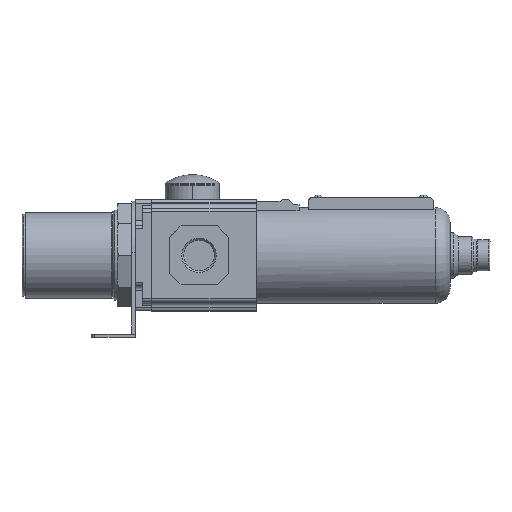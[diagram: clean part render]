
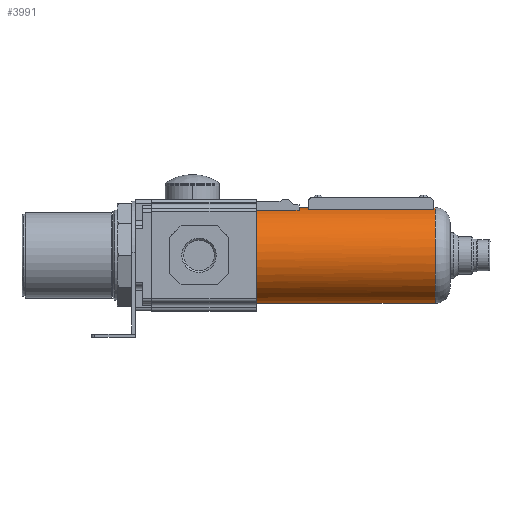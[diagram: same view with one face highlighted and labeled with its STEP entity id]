
A CAD part, left-side view. The second image highlights one B-rep face of the part: STEP entity #3991.
In plain terms, the highlighted cylindrical face has radius 29.2 mm (diameter 58.4 mm), a partial arc.
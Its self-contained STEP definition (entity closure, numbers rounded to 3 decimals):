
#45 = ORIENTED_EDGE ( 'NONE', *, *, #53, .F. ) ;
#53 = EDGE_CURVE ( 'NONE', #2503, #6938, #4070, .T. ) ;
#265 = CARTESIAN_POINT ( 'NONE',  ( 0., -144.1, 29.2 ) ) ;
#281 = CARTESIAN_POINT ( 'NONE',  ( -9.75, -177.5, 27.524 ) ) ;
#334 = VERTEX_POINT ( 'NONE', #3582 ) ;
#354 = EDGE_CURVE ( 'NONE', #1526, #493, #7173, .T. ) ;
#493 = VERTEX_POINT ( 'NONE', #3886 ) ;
#533 = ORIENTED_EDGE ( 'NONE', *, *, #4506, .T. ) ;
#622 = VERTEX_POINT ( 'NONE', #5838 ) ;
#666 = CIRCLE ( 'NONE', #5549, 29.2 ) ;
#701 = ORIENTED_EDGE ( 'NONE', *, *, #1615, .F. ) ;
#784 = ORIENTED_EDGE ( 'NONE', *, *, #354, .F. ) ;
#939 = VECTOR ( 'NONE', #6251, 1000. ) ;
#1047 = DIRECTION ( 'NONE',  ( 0., 0., 1. ) ) ;
#1087 = ORIENTED_EDGE ( 'NONE', *, *, #1895, .F. ) ;
#1177 = VECTOR ( 'NONE', #4456, 1000. ) ;
#1196 = EDGE_CURVE ( 'NONE', #2820, #2503, #3364, .T. ) ;
#1228 = ORIENTED_EDGE ( 'NONE', *, *, #2447, .F. ) ;
#1526 = VERTEX_POINT ( 'NONE', #4378 ) ;
#1550 = CARTESIAN_POINT ( 'NONE',  ( 0., -144.1, -29.2 ) ) ;
#1603 = DIRECTION ( 'NONE',  ( 0., 1., 0. ) ) ;
#1615 = EDGE_CURVE ( 'NONE', #493, #2476, #2881, .T. ) ;
#1633 = CYLINDRICAL_SURFACE ( 'NONE', #4306, 29.2 ) ;
#1636 = DIRECTION ( 'NONE',  ( 0., 1., 0. ) ) ;
#1702 = AXIS2_PLACEMENT_3D ( 'NONE', #5739, #3491, #3381 ) ;
#1751 = CARTESIAN_POINT ( 'NONE',  ( -9., -143., 27.778 ) ) ;
#1778 = ORIENTED_EDGE ( 'NONE', *, *, #3490, .T. ) ;
#1826 = DIRECTION ( 'NONE',  ( 0., -1., 0. ) ) ;
#1845 = CIRCLE ( 'NONE', #5342, 29.2 ) ;
#1895 = EDGE_CURVE ( 'NONE', #5010, #2820, #666, .T. ) ;
#2447 = EDGE_CURVE ( 'NONE', #4935, #334, #6659, .T. ) ;
#2450 = EDGE_CURVE ( 'NONE', #6938, #4935, #5633, .T. ) ;
#2476 = VERTEX_POINT ( 'NONE', #1751 ) ;
#2503 = VERTEX_POINT ( 'NONE', #6503 ) ;
#2540 = ORIENTED_EDGE ( 'NONE', *, *, #2450, .F. ) ;
#2820 = VERTEX_POINT ( 'NONE', #1550 ) ;
#2881 = LINE ( 'NONE', #5779, #5343 ) ;
#2910 = CARTESIAN_POINT ( 'NONE',  ( -9.75, -61., 27.524 ) ) ;
#3206 = DIRECTION ( 'NONE',  ( 0., 1., 0. ) ) ;
#3302 = AXIS2_PLACEMENT_3D ( 'NONE', #6941, #1603, #1047 ) ;
#3304 = CARTESIAN_POINT ( 'NONE',  ( 0., -177.5, 0. ) ) ;
#3364 = LINE ( 'NONE', #5757, #3970 ) ;
#3381 = DIRECTION ( 'NONE',  ( 0., 0., 1. ) ) ;
#3402 = DIRECTION ( 'NONE',  ( 0., 0., -1. ) ) ;
#3490 = EDGE_CURVE ( 'NONE', #5010, #622, #5466, .T. ) ;
#3491 = DIRECTION ( 'NONE',  ( 0., 1., 0. ) ) ;
#3582 = CARTESIAN_POINT ( 'NONE',  ( 0., -61., 29.2 ) ) ;
#3751 = ORIENTED_EDGE ( 'NONE', *, *, #6773, .F. ) ;
#3886 = CARTESIAN_POINT ( 'NONE',  ( -9., -66.5, 27.778 ) ) ;
#3970 = VECTOR ( 'NONE', #3206, 1000. ) ;
#3991 = ADVANCED_FACE ( 'NONE', ( #7550 ), #1633, .T. ) ;
#4070 = CIRCLE ( 'NONE', #1702, 29.2 ) ;
#4154 = ORIENTED_EDGE ( 'NONE', *, *, #1196, .F. ) ;
#4306 = AXIS2_PLACEMENT_3D ( 'NONE', #3304, #5698, #5149 ) ;
#4341 = DIRECTION ( 'NONE',  ( 0., 0., -1. ) ) ;
#4378 = CARTESIAN_POINT ( 'NONE',  ( 0., -66.5, 29.2 ) ) ;
#4456 = DIRECTION ( 'NONE',  ( 0., -1., 0. ) ) ;
#4506 = EDGE_CURVE ( 'NONE', #1526, #334, #5131, .T. ) ;
#4585 = DIRECTION ( 'NONE',  ( 0., -1., 0. ) ) ;
#4607 = CARTESIAN_POINT ( 'NONE',  ( 0., -144.1, 29.2 ) ) ;
#4935 = VERTEX_POINT ( 'NONE', #2910 ) ;
#5010 = VERTEX_POINT ( 'NONE', #265 ) ;
#5131 = LINE ( 'NONE', #7497, #5818 ) ;
#5149 = DIRECTION ( 'NONE',  ( 1., 0., 0. ) ) ;
#5166 = DIRECTION ( 'NONE',  ( 0., 1., 0. ) ) ;
#5342 = AXIS2_PLACEMENT_3D ( 'NONE', #7553, #1636, #6204 ) ;
#5343 = VECTOR ( 'NONE', #6466, 1000. ) ;
#5466 = LINE ( 'NONE', #4607, #939 ) ;
#5506 = EDGE_LOOP ( 'NONE', ( #1228, #2540, #45, #4154, #1087, #1778, #3751, #701, #784, #533 ) ) ;
#5549 = AXIS2_PLACEMENT_3D ( 'NONE', #6740, #4585, #3402 ) ;
#5633 = LINE ( 'NONE', #281, #1177 ) ;
#5698 = DIRECTION ( 'NONE',  ( 0., 1., 0. ) ) ;
#5739 = CARTESIAN_POINT ( 'NONE',  ( 0., -35., 0. ) ) ;
#5757 = CARTESIAN_POINT ( 'NONE',  ( 0., -144.1, -29.2 ) ) ;
#5779 = CARTESIAN_POINT ( 'NONE',  ( -9., -177.5, 27.778 ) ) ;
#5818 = VECTOR ( 'NONE', #5166, 1000. ) ;
#5838 = CARTESIAN_POINT ( 'NONE',  ( 0., -143., 29.2 ) ) ;
#6204 = DIRECTION ( 'NONE',  ( 0., 0., 1. ) ) ;
#6251 = DIRECTION ( 'NONE',  ( 0., 1., 0. ) ) ;
#6466 = DIRECTION ( 'NONE',  ( 0., -1., 0. ) ) ;
#6503 = CARTESIAN_POINT ( 'NONE',  ( 0., -35., -29.2 ) ) ;
#6659 = CIRCLE ( 'NONE', #3302, 29.2 ) ;
#6711 = CARTESIAN_POINT ( 'NONE',  ( 0., -66.5, 0. ) ) ;
#6740 = CARTESIAN_POINT ( 'NONE',  ( 0., -144.1, 0. ) ) ;
#6773 = EDGE_CURVE ( 'NONE', #2476, #622, #1845, .T. ) ;
#6938 = VERTEX_POINT ( 'NONE', #7190 ) ;
#6941 = CARTESIAN_POINT ( 'NONE',  ( 0., -61., 0. ) ) ;
#7173 = CIRCLE ( 'NONE', #7680, 29.2 ) ;
#7190 = CARTESIAN_POINT ( 'NONE',  ( -9.75, -35., 27.524 ) ) ;
#7497 = CARTESIAN_POINT ( 'NONE',  ( 0., -66.5, 29.2 ) ) ;
#7550 = FACE_OUTER_BOUND ( 'NONE', #5506, .T. ) ;
#7553 = CARTESIAN_POINT ( 'NONE',  ( 0., -143., 0. ) ) ;
#7680 = AXIS2_PLACEMENT_3D ( 'NONE', #6711, #1826, #4341 ) ;
